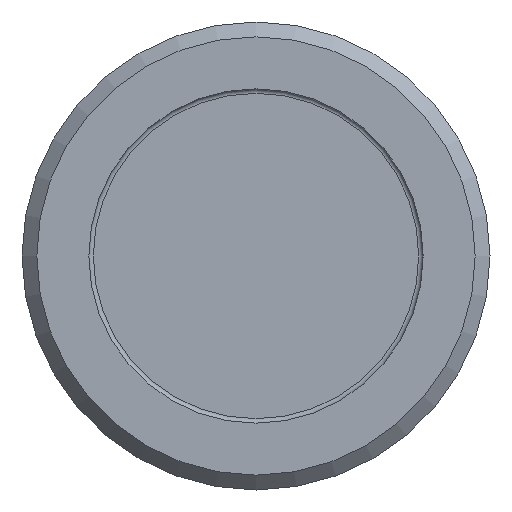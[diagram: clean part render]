
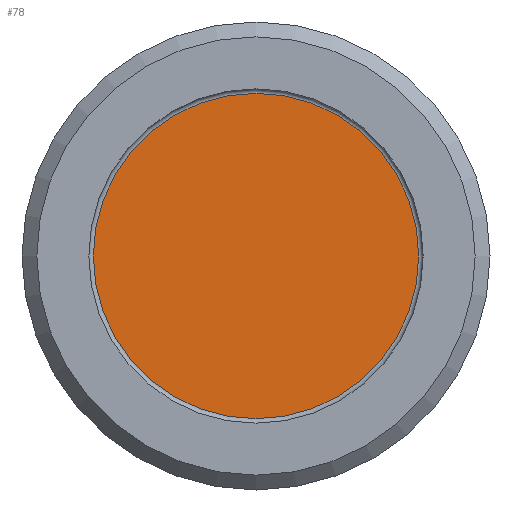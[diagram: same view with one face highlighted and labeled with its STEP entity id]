
A CAD part, left-side view. The second image highlights one B-rep face of the part: STEP entity #78.
In plain terms, the highlighted planar face has unit normal (-1, 0, 0).
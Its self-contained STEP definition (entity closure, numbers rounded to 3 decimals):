
#78 = ADVANCED_FACE( '', ( #169 ), #170, .F. );
#169 = FACE_OUTER_BOUND( '', #268, .T. );
#170 = PLANE( '', #269 );
#268 = EDGE_LOOP( '', ( #443 ) );
#269 = AXIS2_PLACEMENT_3D( '', #444, #445, #446 );
#443 = ORIENTED_EDGE( '', *, *, #599, .F. );
#444 = CARTESIAN_POINT( '', ( 0.4, 0., 0. ) );
#445 = DIRECTION( '', ( 1., 0., 0. ) );
#446 = DIRECTION( '', ( 0., 0., -1. ) );
#599 = EDGE_CURVE( '', #723, #723, #724, .T. );
#723 = VERTEX_POINT( '', #880 );
#724 = CIRCLE( '', #881, 14.6 );
#880 = CARTESIAN_POINT( '', ( 0.4, 0., -14.6 ) );
#881 = AXIS2_PLACEMENT_3D( '', #1003, #1004, #1005 );
#1003 = CARTESIAN_POINT( '', ( 0.4, 0., 0. ) );
#1004 = DIRECTION( '', ( 1., 0., 0. ) );
#1005 = DIRECTION( '', ( 0., 0., -1. ) );
